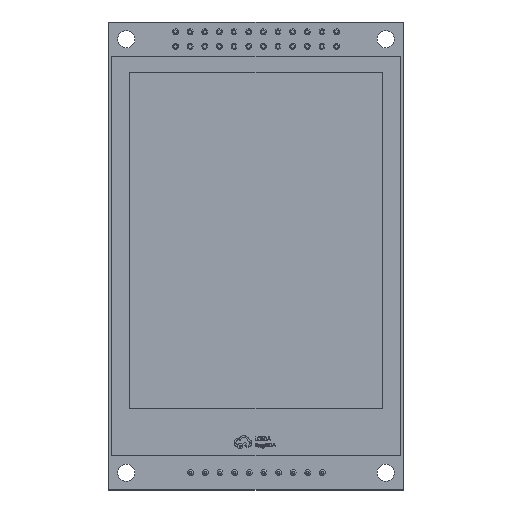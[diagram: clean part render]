
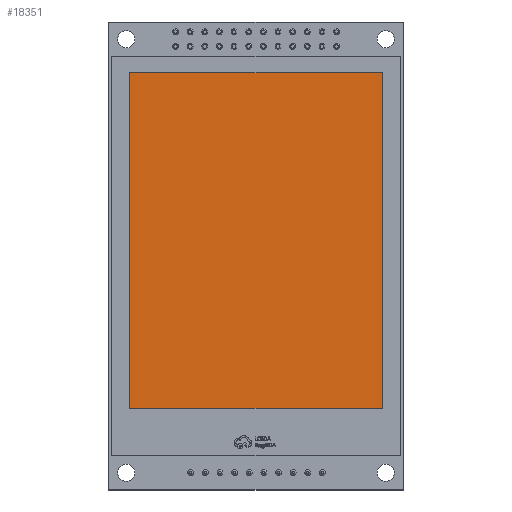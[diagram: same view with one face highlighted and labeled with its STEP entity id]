
A CAD part, top view. The second image highlights one B-rep face of the part: STEP entity #18351.
In plain terms, the highlighted planar face has unit normal (0, 0, 1).
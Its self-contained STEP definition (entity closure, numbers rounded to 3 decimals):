
#360 = DIRECTION ( 'NONE',  ( 0., -1., 0. ) ) ;
#1122 = AXIS2_PLACEMENT_3D ( 'NONE', #9789, #14403, #4515 ) ;
#1225 = ORIENTED_EDGE ( 'NONE', *, *, #29599, .T. ) ;
#2387 = PLANE ( 'NONE',  #1122 ) ;
#2976 = VECTOR ( 'NONE', #16268, 1000. ) ;
#4515 = DIRECTION ( 'NONE',  ( 1., 0., 0. ) ) ;
#5050 = VECTOR ( 'NONE', #32019, 1000. ) ;
#5629 = VERTEX_POINT ( 'NONE', #8175 ) ;
#5792 = VERTEX_POINT ( 'NONE', #22182 ) ;
#6253 = ORIENTED_EDGE ( 'NONE', *, *, #25913, .T. ) ;
#8175 = CARTESIAN_POINT ( 'NONE',  ( 21.9, 31.79, 3.59 ) ) ;
#8238 = CARTESIAN_POINT ( 'NONE',  ( 21.9, 31.79, 3.59 ) ) ;
#9789 = CARTESIAN_POINT ( 'NONE',  ( 0., 0., 3.59 ) ) ;
#13018 = EDGE_CURVE ( 'NONE', #5792, #24073, #17596, .T. ) ;
#13760 = DIRECTION ( 'NONE',  ( 1., 0., 0. ) ) ;
#14403 = DIRECTION ( 'NONE',  ( 0., 0., 1. ) ) ;
#14723 = CARTESIAN_POINT ( 'NONE',  ( -21.9, 31.79, 3.59 ) ) ;
#16268 = DIRECTION ( 'NONE',  ( 0., 1., 0. ) ) ;
#16855 = FACE_OUTER_BOUND ( 'NONE', #25837, .T. ) ;
#16988 = ORIENTED_EDGE ( 'NONE', *, *, #13018, .T. ) ;
#17596 = LINE ( 'NONE', #29980, #28001 ) ;
#18351 = ADVANCED_FACE ( 'NONE', ( #16855 ), #2387, .T. ) ;
#18662 = CARTESIAN_POINT ( 'NONE',  ( -21.9, -26.46, 3.59 ) ) ;
#19841 = EDGE_CURVE ( 'NONE', #5629, #5792, #24440, .T. ) ;
#20595 = LINE ( 'NONE', #8238, #2976 ) ;
#21831 = VERTEX_POINT ( 'NONE', #31321 ) ;
#22182 = CARTESIAN_POINT ( 'NONE',  ( -21.9, 31.79, 3.59 ) ) ;
#24073 = VERTEX_POINT ( 'NONE', #28958 ) ;
#24440 = LINE ( 'NONE', #14723, #5050 ) ;
#24860 = VECTOR ( 'NONE', #13760, 1000. ) ;
#25837 = EDGE_LOOP ( 'NONE', ( #1225, #31767, #16988, #6253 ) ) ;
#25913 = EDGE_CURVE ( 'NONE', #24073, #21831, #26294, .T. ) ;
#26294 = LINE ( 'NONE', #18662, #24860 ) ;
#28001 = VECTOR ( 'NONE', #360, 1000. ) ;
#28958 = CARTESIAN_POINT ( 'NONE',  ( -21.9, -26.46, 3.59 ) ) ;
#29599 = EDGE_CURVE ( 'NONE', #21831, #5629, #20595, .T. ) ;
#29980 = CARTESIAN_POINT ( 'NONE',  ( -21.9, 31.79, 3.59 ) ) ;
#31321 = CARTESIAN_POINT ( 'NONE',  ( 21.9, -26.46, 3.59 ) ) ;
#31767 = ORIENTED_EDGE ( 'NONE', *, *, #19841, .T. ) ;
#32019 = DIRECTION ( 'NONE',  ( -1., 0., 0. ) ) ;
